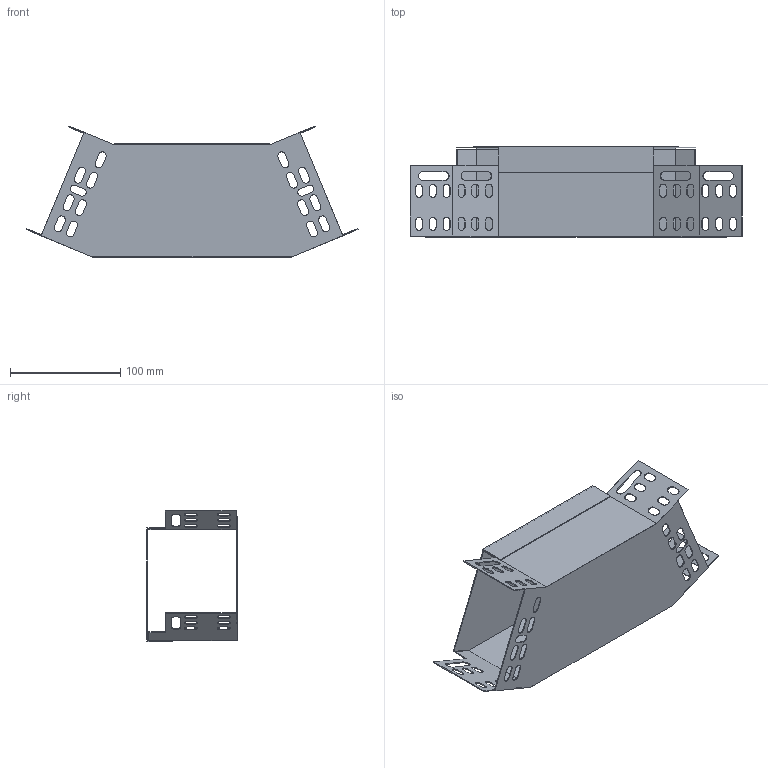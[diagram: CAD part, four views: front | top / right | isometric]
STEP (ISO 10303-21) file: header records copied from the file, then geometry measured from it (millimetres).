
FILE_DESCRIPTION (( 'STEP AP203' ), '1' );
FILE_NAME ('CLP3P-080-100-M-HDZ Ïîâîðîò íà 45 ãð. 80õ100 IEK HDZ.STEP', '2016-03-02T13:13:53', ( '' ), ( '' ), 'SwSTEP 2.0', 'SolidWorks 2014', '' );
FILE_SCHEMA (( 'CONFIG_CONTROL_DESIGN' ));
Length unit declared in the file: millimetre
Products named in the file (1): CLP3P-080-100-M-HDZ Ïîâîðîò íà 45 ãð. 80õ100 IEK HDZ
Bounding box: 301.66 x 81.8 x 119.63 mm (x, y, z)
Volume: 69115.6 mm3; surface area: 175534.7 mm2
Topology: 2 solids, 2 shells, 226 faces, 660 edges, 438 vertices
Faces by surface type: plane 138, cylinder 88
Entity records: 7743 total; most frequent: CARTESIAN_POINT 1325, ORIENTED_EDGE 1320, DIRECTION 1290, EDGE_CURVE 660, LINE 484, VECTOR 484, VERTEX_POINT 438, AXIS2_PLACEMENT_3D 403
